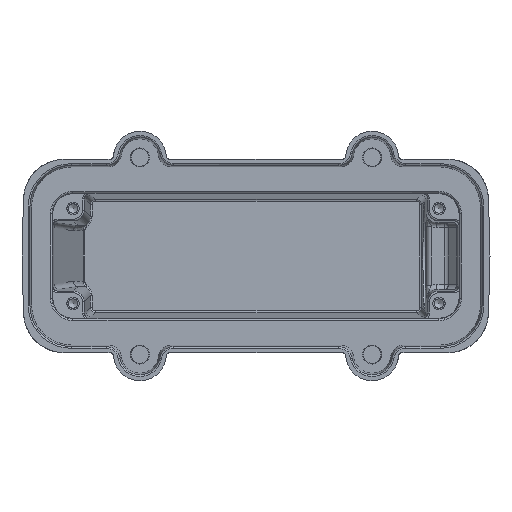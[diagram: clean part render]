
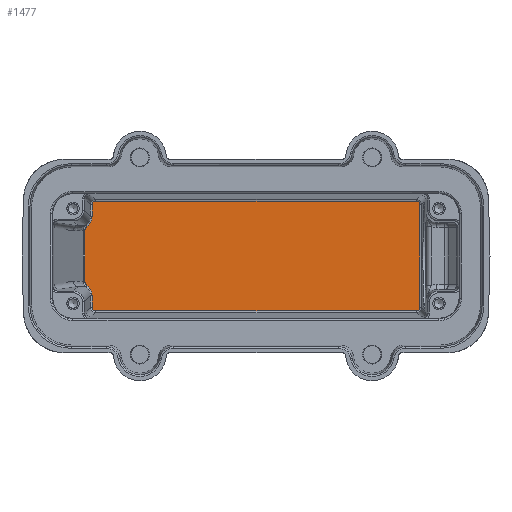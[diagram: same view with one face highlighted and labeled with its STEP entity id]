
A CAD part, front view. The second image highlights one B-rep face of the part: STEP entity #1477.
In plain terms, the highlighted planar face has unit normal (0, -1, 0).
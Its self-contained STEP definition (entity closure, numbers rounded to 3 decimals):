
#879=B_SPLINE_CURVE_WITH_KNOTS('',3,(#14769,#14770,#14771,#14772,#14773,
#14774,#14775,#14776,#14777,#14778),.UNSPECIFIED.,.F.,.F.,(4,3,3,4),(0.,
0.347,0.694,1.),.UNSPECIFIED.);
#880=B_SPLINE_CURVE_WITH_KNOTS('',3,(#14782,#14783,#14784,#14785,#14786,
#14787,#14788,#14789,#14790,#14791),.UNSPECIFIED.,.F.,.F.,(4,3,3,4),(0.,
0.339,0.678,1.),.UNSPECIFIED.);
#1460=ELLIPSE('',#11205,3.502,3.5);
#1461=ELLIPSE('',#11206,3.502,3.5);
#1462=ELLIPSE('',#11207,1.001,1.);
#1463=ELLIPSE('',#11208,1.001,1.);
#1464=ELLIPSE('',#11209,1.001,1.);
#1465=ELLIPSE('',#11210,1.001,1.);
#1477=ADVANCED_FACE('',(#2436),#2158,.F.);
#2158=PLANE('',#11211);
#2436=FACE_OUTER_BOUND('',#3046,.T.);
#3046=EDGE_LOOP('',(#3816,#3817,#3818,#3819,#3820,#3821,#3822,#3823,#3824,
#3825,#3826,#3827,#3828,#3829));
#3816=ORIENTED_EDGE('',*,*,#8081,.T.);
#3817=ORIENTED_EDGE('',*,*,#8082,.T.);
#3818=ORIENTED_EDGE('',*,*,#8083,.T.);
#3819=ORIENTED_EDGE('',*,*,#8084,.T.);
#3820=ORIENTED_EDGE('',*,*,#8085,.T.);
#3821=ORIENTED_EDGE('',*,*,#8086,.T.);
#3822=ORIENTED_EDGE('',*,*,#8087,.T.);
#3823=ORIENTED_EDGE('',*,*,#8088,.T.);
#3824=ORIENTED_EDGE('',*,*,#8089,.T.);
#3825=ORIENTED_EDGE('',*,*,#8090,.T.);
#3826=ORIENTED_EDGE('',*,*,#8091,.T.);
#3827=ORIENTED_EDGE('',*,*,#8092,.T.);
#3828=ORIENTED_EDGE('',*,*,#8093,.T.);
#3829=ORIENTED_EDGE('',*,*,#8094,.T.);
#7056=VERTEX_POINT('',#14767);
#7057=VERTEX_POINT('',#14768);
#7058=VERTEX_POINT('',#14779);
#7059=VERTEX_POINT('',#14781);
#7060=VERTEX_POINT('',#14792);
#7061=VERTEX_POINT('',#14794);
#7062=VERTEX_POINT('',#14796);
#7063=VERTEX_POINT('',#14798);
#7064=VERTEX_POINT('',#14800);
#7065=VERTEX_POINT('',#14802);
#7066=VERTEX_POINT('',#14804);
#7067=VERTEX_POINT('',#14806);
#7068=VERTEX_POINT('',#14808);
#7069=VERTEX_POINT('',#14810);
#8081=EDGE_CURVE('',#7056,#7057,#1460,.T.);
#8082=EDGE_CURVE('',#7057,#7058,#879,.T.);
#8083=EDGE_CURVE('',#7058,#7059,#9703,.T.);
#8084=EDGE_CURVE('',#7059,#7060,#880,.T.);
#8085=EDGE_CURVE('',#7060,#7061,#1461,.T.);
#8086=EDGE_CURVE('',#7061,#7062,#9704,.T.);
#8087=EDGE_CURVE('',#7062,#7063,#1462,.T.);
#8088=EDGE_CURVE('',#7063,#7064,#9705,.T.);
#8089=EDGE_CURVE('',#7064,#7065,#1463,.T.);
#8090=EDGE_CURVE('',#7065,#7066,#9706,.T.);
#8091=EDGE_CURVE('',#7066,#7067,#1464,.T.);
#8092=EDGE_CURVE('',#7067,#7068,#9707,.T.);
#8093=EDGE_CURVE('',#7068,#7069,#1465,.T.);
#8094=EDGE_CURVE('',#7069,#7056,#9708,.T.);
#9703=LINE('',#14780,#10457);
#9704=LINE('',#14795,#10458);
#9705=LINE('',#14799,#10459);
#9706=LINE('',#14803,#10460);
#9707=LINE('',#14807,#10461);
#9708=LINE('',#14811,#10462);
#10457=VECTOR('',#12147,1.);
#10458=VECTOR('',#12150,1.);
#10459=VECTOR('',#12153,1.);
#10460=VECTOR('',#12156,1.);
#10461=VECTOR('',#12159,1.);
#10462=VECTOR('',#12162,1.);
#11205=AXIS2_PLACEMENT_3D('',#14766,#12145,#12146);
#11206=AXIS2_PLACEMENT_3D('',#14793,#12148,#12149);
#11207=AXIS2_PLACEMENT_3D('',#14797,#12151,#12152);
#11208=AXIS2_PLACEMENT_3D('',#14801,#12154,#12155);
#11209=AXIS2_PLACEMENT_3D('',#14805,#12157,#12158);
#11210=AXIS2_PLACEMENT_3D('',#14809,#12160,#12161);
#11211=AXIS2_PLACEMENT_3D('',#14812,#12163,#12164);
#12145=DIRECTION('',(0.,1.,0.));
#12146=DIRECTION('',(-0.707,0.,0.707));
#12147=DIRECTION('',(0.,0.,-1.));
#12148=DIRECTION('',(0.,1.,0.));
#12149=DIRECTION('',(-0.707,0.,-0.707));
#12150=DIRECTION('',(0.,0.,-1.));
#12151=DIRECTION('',(0.,-1.,0.));
#12152=DIRECTION('',(-0.707,0.,-0.707));
#12153=DIRECTION('',(1.,0.,0.));
#12154=DIRECTION('',(0.,-1.,0.));
#12155=DIRECTION('',(-0.707,0.,0.707));
#12156=DIRECTION('',(0.,0.,1.));
#12157=DIRECTION('',(0.,-1.,0.));
#12158=DIRECTION('',(0.707,0.,0.707));
#12159=DIRECTION('',(-1.,0.,0.));
#12160=DIRECTION('',(0.,-1.,0.));
#12161=DIRECTION('',(0.707,0.,-0.707));
#12162=DIRECTION('',(0.,0.,-1.));
#12163=DIRECTION('',(0.,1.,0.));
#12164=DIRECTION('',(-1.,0.,0.));
#14766=CARTESIAN_POINT('',(-50.089,67.8,11.239));
#14767=CARTESIAN_POINT('',(-46.588,67.8,11.236));
#14768=CARTESIAN_POINT('',(-48.149,67.8,8.322));
#14769=CARTESIAN_POINT('',(-48.149,67.8,8.322));
#14770=CARTESIAN_POINT('',(-48.245,67.8,8.259));
#14771=CARTESIAN_POINT('',(-48.331,67.8,8.178));
#14772=CARTESIAN_POINT('',(-48.4,67.8,8.087));
#14773=CARTESIAN_POINT('',(-48.469,67.8,7.995));
#14774=CARTESIAN_POINT('',(-48.524,67.8,7.89));
#14775=CARTESIAN_POINT('',(-48.558,67.8,7.781));
#14776=CARTESIAN_POINT('',(-48.589,67.8,7.684));
#14777=CARTESIAN_POINT('',(-48.605,67.8,7.582));
#14778=CARTESIAN_POINT('',(-48.605,67.8,7.48));
#14779=CARTESIAN_POINT('',(-48.605,67.8,7.48));
#14780=CARTESIAN_POINT('',(-48.605,67.8,0.));
#14781=CARTESIAN_POINT('',(-48.605,67.8,-7.48));
#14782=CARTESIAN_POINT('',(-48.605,67.8,-7.48));
#14783=CARTESIAN_POINT('',(-48.605,67.8,-7.592));
#14784=CARTESIAN_POINT('',(-48.585,67.8,-7.706));
#14785=CARTESIAN_POINT('',(-48.548,67.8,-7.812));
#14786=CARTESIAN_POINT('',(-48.511,67.8,-7.918));
#14787=CARTESIAN_POINT('',(-48.455,67.8,-8.018));
#14788=CARTESIAN_POINT('',(-48.385,67.8,-8.106));
#14789=CARTESIAN_POINT('',(-48.319,67.8,-8.189));
#14790=CARTESIAN_POINT('',(-48.238,67.8,-8.263));
#14791=CARTESIAN_POINT('',(-48.15,67.8,-8.322));
#14792=CARTESIAN_POINT('',(-48.15,67.8,-8.322));
#14793=CARTESIAN_POINT('',(-50.089,67.8,-11.239));
#14794=CARTESIAN_POINT('',(-46.588,67.8,-11.236));
#14795=CARTESIAN_POINT('',(-46.588,67.8,0.));
#14796=CARTESIAN_POINT('',(-46.588,67.8,-14.623));
#14797=CARTESIAN_POINT('',(-45.587,67.8,-14.623));
#14798=CARTESIAN_POINT('',(-45.588,67.8,-15.623));
#14799=CARTESIAN_POINT('',(-25.079,67.8,-15.623));
#14800=CARTESIAN_POINT('',(45.588,67.8,-15.623));
#14801=CARTESIAN_POINT('',(45.587,67.8,-14.623));
#14802=CARTESIAN_POINT('',(46.588,67.8,-14.623));
#14803=CARTESIAN_POINT('',(46.588,67.8,14.611));
#14804=CARTESIAN_POINT('',(46.588,67.8,14.623));
#14805=CARTESIAN_POINT('',(45.587,67.8,14.623));
#14806=CARTESIAN_POINT('',(45.588,67.8,15.623));
#14807=CARTESIAN_POINT('',(-45.575,67.8,15.623));
#14808=CARTESIAN_POINT('',(-45.588,67.8,15.623));
#14809=CARTESIAN_POINT('',(-45.587,67.8,14.623));
#14810=CARTESIAN_POINT('',(-46.588,67.8,14.623));
#14811=CARTESIAN_POINT('',(-46.588,67.8,0.));
#14812=CARTESIAN_POINT('',(-25.079,67.8,0.));
